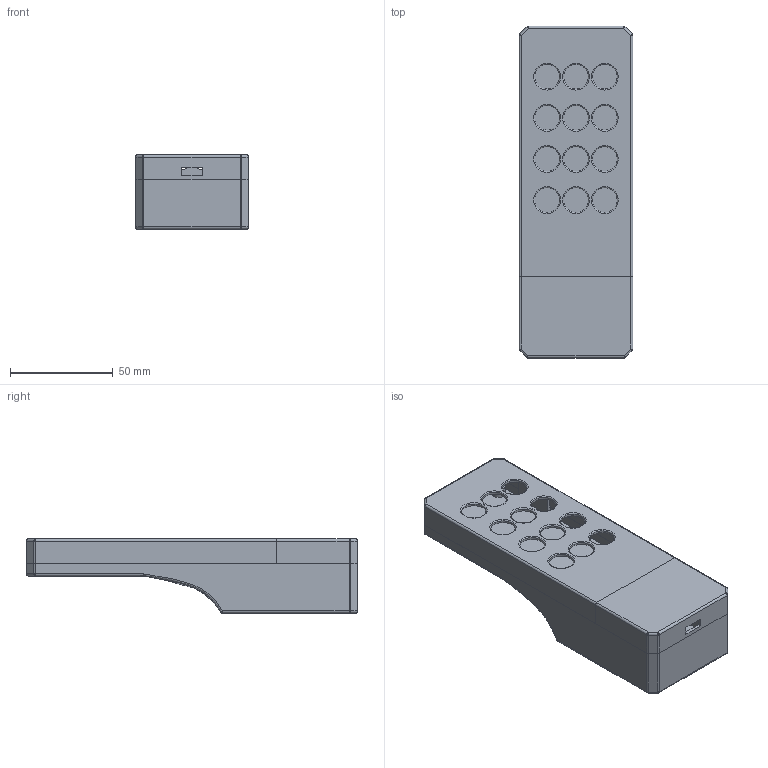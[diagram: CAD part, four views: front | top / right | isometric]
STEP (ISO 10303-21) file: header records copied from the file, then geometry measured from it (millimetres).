
FILE_DESCRIPTION(/* description */ (''),/* implementation_level */ '2;1');
FILE_NAME(/* name */ 'Case ir.step',/* time_stamp */ '2021-12-16T20:41:49-08:00',/* author */ (''),/* organization */ (''),/* preprocessor_version */ 'ST-DEVELOPER v18.1',/* originating_system */ 'Autodesk Translation Framework v10.10.0.1391',/* authorisation */ '');
FILE_SCHEMA (('AUTOMOTIVE_DESIGN { 1 0 10303 214 3 1 1 }'));
Length unit declared in the file: millimetre
Products named in the file (1): Case
Bounding box: 55.25 x 161.25 x 36 mm (x, y, z)
Volume: 54704.1 mm3; surface area: 59733.6 mm2
Topology: 3 solids, 3 shells, 231 faces, 554 edges, 345 vertices
Faces by surface type: plane 129, cylinder 66, sphere 18, torus 14, bspline 4
Full cylindrical faces by diameter (mm): 2 x4, 2.3 x2, 3.25 x4, 4.5 x2, 4.617 x1, 5 x1, 5.288 x2, 6.518 x2, 12.016 x12
Entity records: 6932 total; most frequent: CARTESIAN_POINT 1348, DIRECTION 1168, ORIENTED_EDGE 1108, EDGE_CURVE 554, AXIS2_PLACEMENT_3D 394, LINE 380, VECTOR 380, VERTEX_POINT 345
